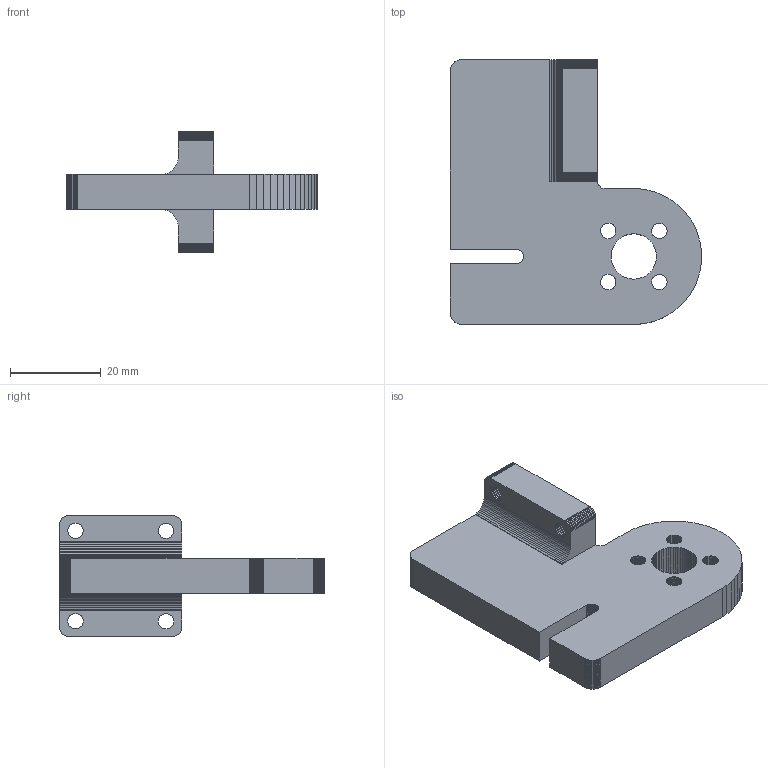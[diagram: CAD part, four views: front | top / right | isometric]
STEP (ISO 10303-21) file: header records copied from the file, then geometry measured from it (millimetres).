
FILE_DESCRIPTION(('FreeCAD Model'),'2;1');
FILE_NAME('z-yoke6.step','2020-08-20T11:47:00',( 'Author'),(''),'Open CASCADE STEP processor 7.3','FreeCAD','Unknown' );
FILE_SCHEMA(('AUTOMOTIVE_DESIGN { 1 0 10303 214 1 1 1 1 }'));
Length unit declared in the file: millimetre
Products named in the file (1): z_yoke6001_(Solid)001
Bounding box: 55.55 x 58.5 x 26.7 mm (x, y, z)
Volume: 21996.1 mm3; surface area: 8599.5 mm2
Topology: 1 solids, 1 shells, 589 faces, 1761 edges, 1174 vertices
Faces by surface type: plane 589
Entity records: 42345 total; most frequent: CARTESIAN_POINT 7047, DIRECTION 6463, LINE 5283, VECTOR 5283, ORIENTED_EDGE 3522, PCURVE 3522, DEFINITIONAL_REPRESENTATION 3522, EDGE_CURVE 1761
